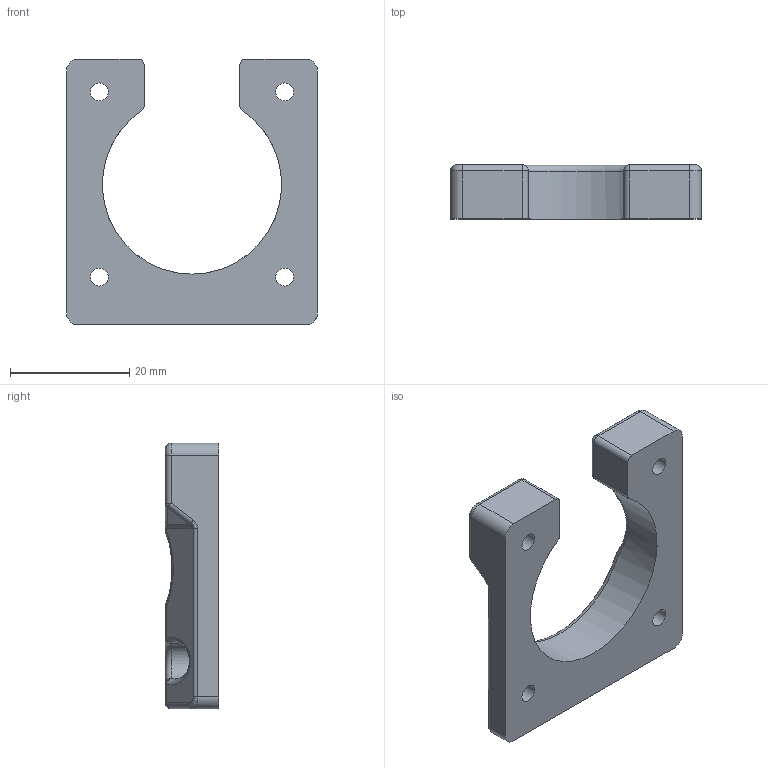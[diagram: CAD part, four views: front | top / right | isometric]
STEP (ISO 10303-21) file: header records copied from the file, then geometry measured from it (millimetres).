
FILE_DESCRIPTION(/* description */ (''),/* implementation_level */ '2;1');
FILE_NAME(/* name */ 'y-Axis_motor_cover.step',/* time_stamp */ '2020-09-13T15:19:21+07:00',/* author */ (''),/* organization */ (''),/* preprocessor_version */ 'ST-DEVELOPER v18.1',/* originating_system */ 'Autodesk Translation Framework v9.3.0.1241',/* authorisation */ '');
FILE_SCHEMA (('AUTOMOTIVE_DESIGN { 1 0 10303 214 3 1 1 }'));
Length unit declared in the file: millimetre
Products named in the file (1): Y-Axis Motor Cover
Bounding box: 42 x 9 x 44.5 mm (x, y, z)
Volume: 7698.9 mm3; surface area: 4404 mm2
Topology: 1 solids, 1 shells, 98 faces, 230 edges, 122 vertices
Faces by surface type: cylinder 40, plane 19, bspline 16, sphere 16, torus 7
Full cylindrical faces by diameter (mm): 3 x4, 6 x4
Entity records: 3567 total; most frequent: CARTESIAN_POINT 1393, DIRECTION 473, ORIENTED_EDGE 432, EDGE_CURVE 216, AXIS2_PLACEMENT_3D 198, VERTEX_POINT 122, CIRCLE 109, EDGE_LOOP 108
